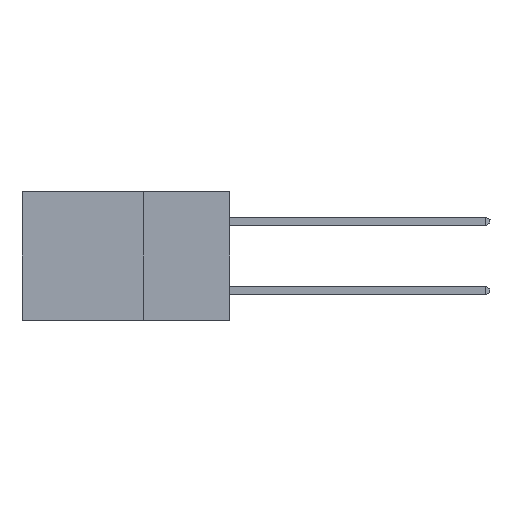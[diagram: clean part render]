
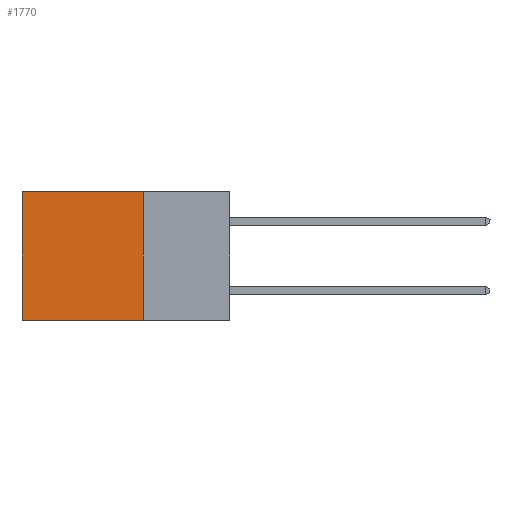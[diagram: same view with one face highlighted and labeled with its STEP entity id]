
A CAD part, left-side view. The second image highlights one B-rep face of the part: STEP entity #1770.
In plain terms, the highlighted planar face has unit normal (-1, 0, 0).
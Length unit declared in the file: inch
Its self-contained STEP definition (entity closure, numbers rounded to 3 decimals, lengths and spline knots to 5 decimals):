
#86 = VERTEX_POINT ( 'NONE', #6665 ) ;
#1023 = ORIENTED_EDGE ( 'NONE', *, *, #4622, .T. ) ;
#1528 = DIRECTION ( 'NONE',  ( 0., 0., -1. ) ) ;
#1755 = VECTOR ( 'NONE', #9961, 39.37008 ) ;
#1770 = ADVANCED_FACE ( 'NONE', ( #7371 ), #12115, .F. ) ;
#1913 = DIRECTION ( 'NONE',  ( 0., 0., -1. ) ) ;
#2442 = ORIENTED_EDGE ( 'NONE', *, *, #3550, .F. ) ;
#2867 = ORIENTED_EDGE ( 'NONE', *, *, #10192, .F. ) ;
#3550 = EDGE_CURVE ( 'NONE', #86, #10022, #9038, .T. ) ;
#3862 = LINE ( 'NONE', #10686, #11539 ) ;
#4445 = DIRECTION ( 'NONE',  ( 1., 0., 0. ) ) ;
#4498 = CARTESIAN_POINT ( 'NONE',  ( 0.298, 0.25, -0.37 ) ) ;
#4622 = EDGE_CURVE ( 'NONE', #9204, #10022, #12040, .T. ) ;
#4901 = CARTESIAN_POINT ( 'NONE',  ( 0.298, 0.6, -0.37 ) ) ;
#5107 = ORIENTED_EDGE ( 'NONE', *, *, #6442, .T. ) ;
#5429 = CARTESIAN_POINT ( 'NONE',  ( 0.298, 0.25, 0. ) ) ;
#5743 = DIRECTION ( 'NONE',  ( 0., 0., -1. ) ) ;
#6291 = AXIS2_PLACEMENT_3D ( 'NONE', #5429, #4445, #1528 ) ;
#6442 = EDGE_CURVE ( 'NONE', #10979, #9204, #6879, .T. ) ;
#6487 = VECTOR ( 'NONE', #12126, 39.37008 ) ;
#6665 = CARTESIAN_POINT ( 'NONE',  ( 0.298, 0.25, -0.37 ) ) ;
#6879 = LINE ( 'NONE', #11990, #1755 ) ;
#6982 = CARTESIAN_POINT ( 'NONE',  ( 0.298, 0.6, 0. ) ) ;
#7371 = FACE_OUTER_BOUND ( 'NONE', #9319, .T. ) ;
#7652 = CARTESIAN_POINT ( 'NONE',  ( 0.298, 0.25, 0. ) ) ;
#8720 = CARTESIAN_POINT ( 'NONE',  ( 0.298, 0.6, 0. ) ) ;
#9038 = LINE ( 'NONE', #4498, #6487 ) ;
#9204 = VERTEX_POINT ( 'NONE', #6982 ) ;
#9319 = EDGE_LOOP ( 'NONE', ( #1023, #2442, #2867, #5107 ) ) ;
#9961 = DIRECTION ( 'NONE',  ( 0., 1., 0. ) ) ;
#10022 = VERTEX_POINT ( 'NONE', #4901 ) ;
#10192 = EDGE_CURVE ( 'NONE', #10979, #86, #3862, .T. ) ;
#10686 = CARTESIAN_POINT ( 'NONE',  ( 0.298, 0.25, 0. ) ) ;
#10979 = VERTEX_POINT ( 'NONE', #7652 ) ;
#11273 = VECTOR ( 'NONE', #5743, 39.37008 ) ;
#11539 = VECTOR ( 'NONE', #1913, 39.37008 ) ;
#11990 = CARTESIAN_POINT ( 'NONE',  ( 0.298, 0.25, 0. ) ) ;
#12040 = LINE ( 'NONE', #8720, #11273 ) ;
#12115 = PLANE ( 'NONE',  #6291 ) ;
#12126 = DIRECTION ( 'NONE',  ( 0., 1., 0. ) ) ;
